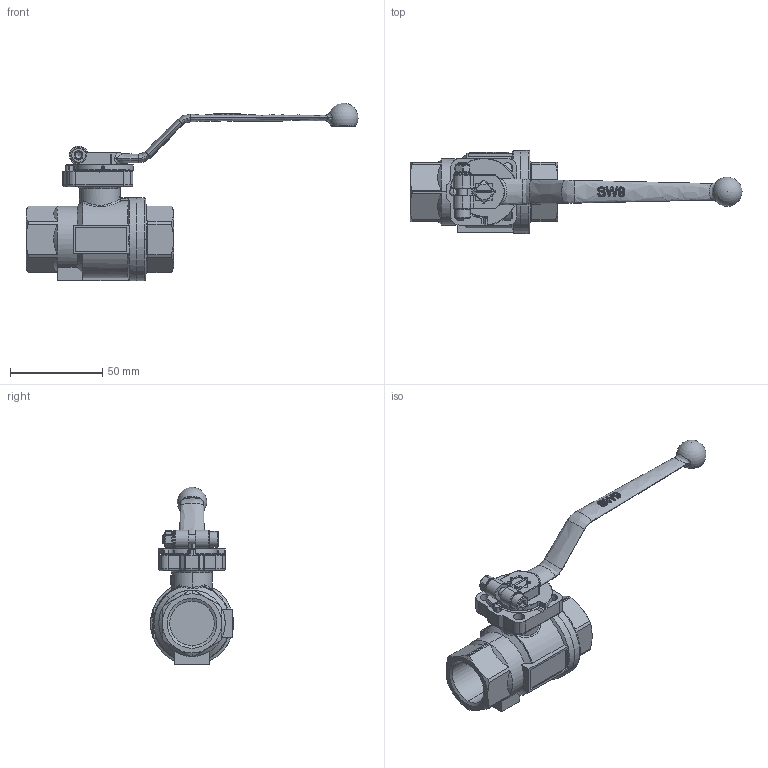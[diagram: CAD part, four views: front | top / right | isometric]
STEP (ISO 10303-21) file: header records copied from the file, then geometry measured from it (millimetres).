
FILE_DESCRIPTION(('HOOPS Exchange Step'),'2;1');
FILE_NAME('GK0601_DN20.stp','2025-02-21T14:48:38+01:00',('nieru'),('Unknown organisation'),'HOOPS Exchange 2024.2','HOOPS Exchange','Unknown authorisation');
FILE_SCHEMA( ('AP203_CONFIGURATION_CONTROLLED_3D_DESIGN_OF_MECHANICAL_PARTS_AND_ASSEMBLIES_MIM_LF') );
Length unit declared in the file: millimetre
Products named in the file (2): 0; root
Assembly tree (1 placements, depth 2):
  root
    0
Bounding box: 179.97 x 45 x 96.29 mm (x, y, z)
Volume: 103212 mm3; surface area: 29771.3 mm2
Topology: 7 solids, 8 shells, 996 faces, 2487 edges, 1511 vertices
Faces by surface type: bspline 307, plane 255, cylinder 236, torus 107, cone 56, sphere 35
Full cylindrical faces by diameter (mm): 5 x1, 5.5 x2, 8.5 x1, 9.2 x1, 10 x1
Entity records: 55153 total; most frequent: CARTESIAN_POINT 33413, ORIENTED_EDGE 4906, DIRECTION 3829, EDGE_CURVE 2453, AXIS2_PLACEMENT_3D 1518, VERTEX_POINT 1511, EDGE_LOOP 1054, FACE_BOUND 1054
